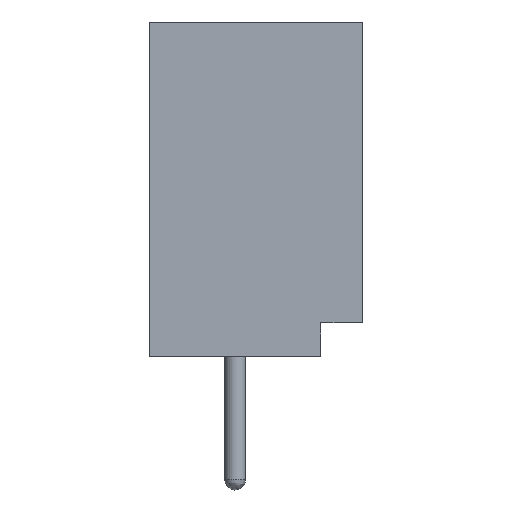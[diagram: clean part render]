
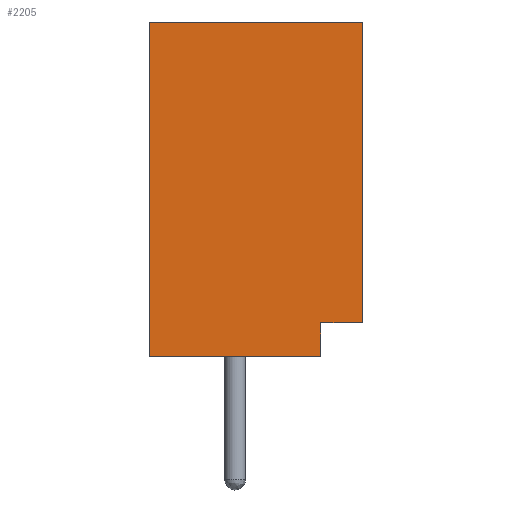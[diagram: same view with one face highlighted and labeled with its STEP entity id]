
A CAD part, left-side view. The second image highlights one B-rep face of the part: STEP entity #2205.
In plain terms, the highlighted planar face has unit normal (-1, 0, 0).
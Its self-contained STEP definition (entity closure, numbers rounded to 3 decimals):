
#15 = LINE ( 'NONE', #1585, #756 ) ;
#42 = CARTESIAN_POINT ( 'NONE',  ( -5., -3.05, 8. ) ) ;
#109 = CARTESIAN_POINT ( 'NONE',  ( -5., 2.05, 0.8 ) ) ;
#130 = VECTOR ( 'NONE', #1369, 1000. ) ;
#177 = DIRECTION ( 'NONE',  ( 0., 0., -1. ) ) ;
#187 = ORIENTED_EDGE ( 'NONE', *, *, #1668, .F. ) ;
#259 = CARTESIAN_POINT ( 'NONE',  ( -5., 2.05, 8. ) ) ;
#270 = ORIENTED_EDGE ( 'NONE', *, *, #507, .F. ) ;
#291 = CARTESIAN_POINT ( 'NONE',  ( -5., -2.05, 0. ) ) ;
#330 = VECTOR ( 'NONE', #177, 1000. ) ;
#357 = VECTOR ( 'NONE', #2057, 1000. ) ;
#380 = CARTESIAN_POINT ( 'NONE',  ( -5., 2.05, 8. ) ) ;
#423 = EDGE_CURVE ( 'NONE', #650, #883, #2410, .T. ) ;
#492 = EDGE_CURVE ( 'NONE', #650, #599, #802, .T. ) ;
#507 = EDGE_CURVE ( 'NONE', #599, #1526, #1708, .T. ) ;
#599 = VERTEX_POINT ( 'NONE', #42 ) ;
#650 = VERTEX_POINT ( 'NONE', #259 ) ;
#688 = DIRECTION ( 'NONE',  ( 0., 0., -1. ) ) ;
#712 = DIRECTION ( 'NONE',  ( 1., 0., 0. ) ) ;
#756 = VECTOR ( 'NONE', #793, 1000. ) ;
#793 = DIRECTION ( 'NONE',  ( 0., 0., -1. ) ) ;
#802 = LINE ( 'NONE', #380, #130 ) ;
#883 = VERTEX_POINT ( 'NONE', #1342 ) ;
#938 = VECTOR ( 'NONE', #688, 1000. ) ;
#965 = DIRECTION ( 'NONE',  ( 0., 1., 0. ) ) ;
#998 = VERTEX_POINT ( 'NONE', #1945 ) ;
#1192 = VECTOR ( 'NONE', #965, 1000. ) ;
#1215 = EDGE_LOOP ( 'NONE', ( #2353, #270, #1553, #2377, #1614, #187 ) ) ;
#1317 = CARTESIAN_POINT ( 'NONE',  ( -5., -3.05, 0. ) ) ;
#1342 = CARTESIAN_POINT ( 'NONE',  ( -5., 2.05, 0. ) ) ;
#1350 = CARTESIAN_POINT ( 'NONE',  ( -5., -3.05, 0.8 ) ) ;
#1369 = DIRECTION ( 'NONE',  ( 0., -1., 0. ) ) ;
#1420 = CARTESIAN_POINT ( 'NONE',  ( -5., 2.05, 0. ) ) ;
#1526 = VERTEX_POINT ( 'NONE', #1350 ) ;
#1553 = ORIENTED_EDGE ( 'NONE', *, *, #492, .F. ) ;
#1585 = CARTESIAN_POINT ( 'NONE',  ( -5., -2.05, 4. ) ) ;
#1611 = FACE_OUTER_BOUND ( 'NONE', #1215, .T. ) ;
#1614 = ORIENTED_EDGE ( 'NONE', *, *, #1628, .F. ) ;
#1628 = EDGE_CURVE ( 'NONE', #2315, #883, #2453, .T. ) ;
#1654 = CARTESIAN_POINT ( 'NONE',  ( -5., 2.05, 4. ) ) ;
#1657 = PLANE ( 'NONE',  #1844 ) ;
#1668 = EDGE_CURVE ( 'NONE', #998, #2315, #15, .T. ) ;
#1684 = CARTESIAN_POINT ( 'NONE',  ( -5., 2.05, 0. ) ) ;
#1708 = LINE ( 'NONE', #1317, #330 ) ;
#1815 = DIRECTION ( 'NONE',  ( 0., 0., -1. ) ) ;
#1844 = AXIS2_PLACEMENT_3D ( 'NONE', #1420, #712, #1815 ) ;
#1945 = CARTESIAN_POINT ( 'NONE',  ( -5., -2.05, 0.8 ) ) ;
#2007 = LINE ( 'NONE', #109, #357 ) ;
#2057 = DIRECTION ( 'NONE',  ( 0., 1., 0. ) ) ;
#2205 = ADVANCED_FACE ( 'NONE', ( #1611 ), #1657, .F. ) ;
#2247 = EDGE_CURVE ( 'NONE', #1526, #998, #2007, .T. ) ;
#2315 = VERTEX_POINT ( 'NONE', #291 ) ;
#2353 = ORIENTED_EDGE ( 'NONE', *, *, #2247, .F. ) ;
#2377 = ORIENTED_EDGE ( 'NONE', *, *, #423, .T. ) ;
#2410 = LINE ( 'NONE', #1654, #938 ) ;
#2453 = LINE ( 'NONE', #1684, #1192 ) ;
